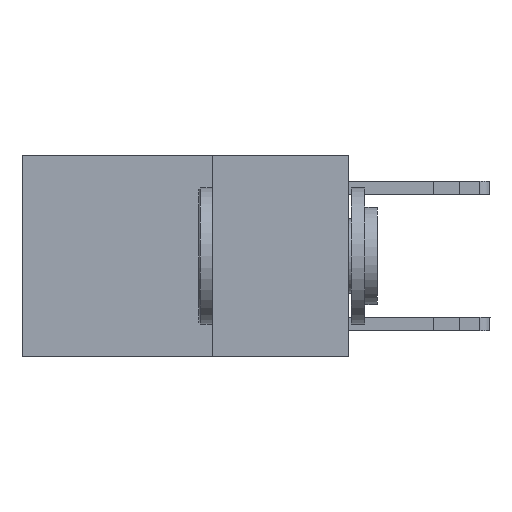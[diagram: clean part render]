
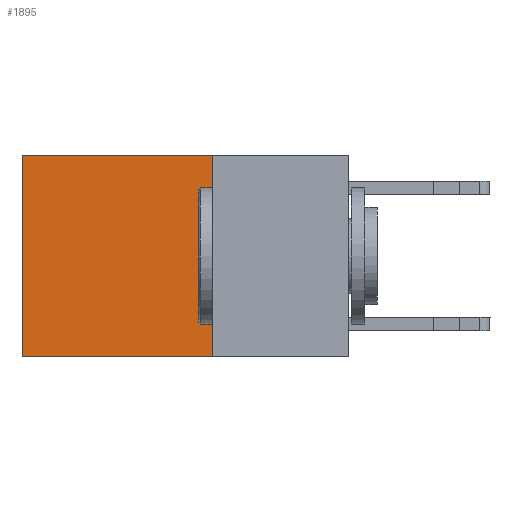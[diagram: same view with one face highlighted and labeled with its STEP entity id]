
A CAD part, left-side view. The second image highlights one B-rep face of the part: STEP entity #1895.
In plain terms, the highlighted planar face has unit normal (-1, 0, 0).
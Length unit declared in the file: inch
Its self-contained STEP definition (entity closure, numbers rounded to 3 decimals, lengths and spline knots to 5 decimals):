
#582 = DIRECTION ( 'NONE',  ( 0., 0., -1. ) ) ;
#1752 = EDGE_CURVE ( 'NONE', #3203, #14252, #10692, .T. ) ;
#1895 = ADVANCED_FACE ( 'NONE', ( #15665 ), #2620, .F. ) ;
#2033 = DIRECTION ( 'NONE',  ( 0., 0., -1. ) ) ;
#2103 = DIRECTION ( 'NONE',  ( 1., 0., 0. ) ) ;
#2620 = PLANE ( 'NONE',  #18065 ) ;
#2860 = CARTESIAN_POINT ( 'NONE',  ( 0.2625, 0.25, 0. ) ) ;
#3203 = VERTEX_POINT ( 'NONE', #19169 ) ;
#3417 = ORIENTED_EDGE ( 'NONE', *, *, #1752, .T. ) ;
#3428 = CARTESIAN_POINT ( 'NONE',  ( 0.2625, 0.6, 0. ) ) ;
#3500 = VECTOR ( 'NONE', #10645, 39.37008 ) ;
#3677 = EDGE_CURVE ( 'NONE', #13595, #18510, #15356, .T. ) ;
#5019 = VECTOR ( 'NONE', #582, 39.37008 ) ;
#7099 = EDGE_CURVE ( 'NONE', #3203, #13595, #18136, .T. ) ;
#7246 = ORIENTED_EDGE ( 'NONE', *, *, #15588, .T. ) ;
#7451 = ORIENTED_EDGE ( 'NONE', *, *, #7099, .F. ) ;
#7833 = CARTESIAN_POINT ( 'NONE',  ( 0.2625, 0.25, 0. ) ) ;
#8542 = CARTESIAN_POINT ( 'NONE',  ( 0.2625, 0.6, -0.37 ) ) ;
#9774 = CARTESIAN_POINT ( 'NONE',  ( 0.2625, 0.6, 0. ) ) ;
#10095 = EDGE_LOOP ( 'NONE', ( #7246, #14299, #7451, #3417 ) ) ;
#10360 = CARTESIAN_POINT ( 'NONE',  ( 0.2625, 0.25, -0.37 ) ) ;
#10645 = DIRECTION ( 'NONE',  ( 0., 1., 0. ) ) ;
#10692 = LINE ( 'NONE', #14226, #17914 ) ;
#11041 = CARTESIAN_POINT ( 'NONE',  ( 0.2625, 0.25, -0.37 ) ) ;
#12943 = LINE ( 'NONE', #9774, #5019 ) ;
#13595 = VERTEX_POINT ( 'NONE', #11041 ) ;
#13608 = DIRECTION ( 'NONE',  ( 0., 1., 0. ) ) ;
#14226 = CARTESIAN_POINT ( 'NONE',  ( 0.2625, 0.25, 0. ) ) ;
#14252 = VERTEX_POINT ( 'NONE', #3428 ) ;
#14299 = ORIENTED_EDGE ( 'NONE', *, *, #3677, .F. ) ;
#15356 = LINE ( 'NONE', #10360, #3500 ) ;
#15588 = EDGE_CURVE ( 'NONE', #14252, #18510, #12943, .T. ) ;
#15665 = FACE_OUTER_BOUND ( 'NONE', #10095, .T. ) ;
#16539 = DIRECTION ( 'NONE',  ( 0., 0., -1. ) ) ;
#17914 = VECTOR ( 'NONE', #13608, 39.37008 ) ;
#18065 = AXIS2_PLACEMENT_3D ( 'NONE', #2860, #2103, #2033 ) ;
#18136 = LINE ( 'NONE', #7833, #18582 ) ;
#18510 = VERTEX_POINT ( 'NONE', #8542 ) ;
#18582 = VECTOR ( 'NONE', #16539, 39.37008 ) ;
#19169 = CARTESIAN_POINT ( 'NONE',  ( 0.2625, 0.25, 0. ) ) ;
